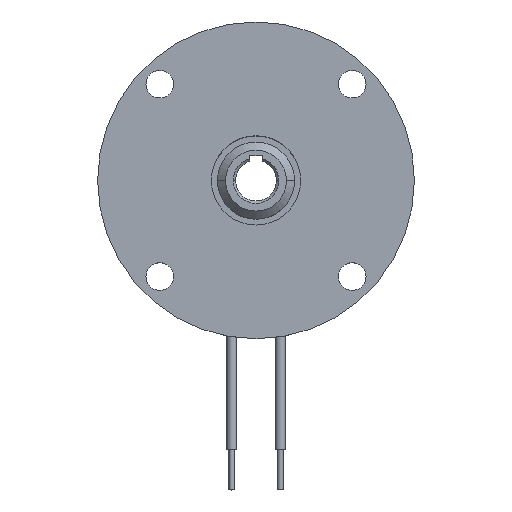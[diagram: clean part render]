
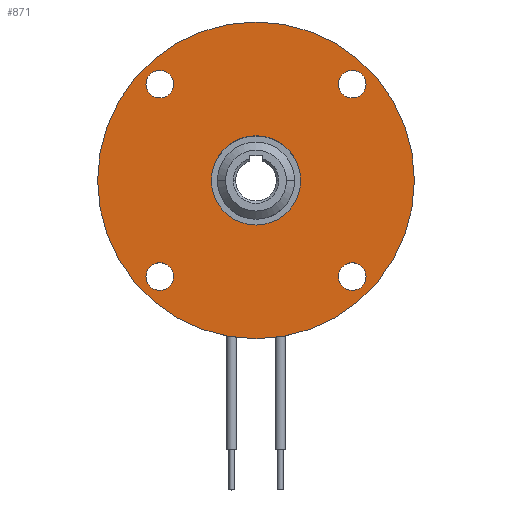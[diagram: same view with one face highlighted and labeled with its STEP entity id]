
A CAD part, top view. The second image highlights one B-rep face of the part: STEP entity #871.
In plain terms, the highlighted planar face has unit normal (0, 0, 1).
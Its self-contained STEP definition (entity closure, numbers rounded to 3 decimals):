
#79 = CIRCLE ( 'NONE', #5619, 5.5 ) ;
#94 = ORIENTED_EDGE ( 'NONE', *, *, #1018, .T. ) ;
#171 = CARTESIAN_POINT ( 'NONE',  ( -11.844, 11.844, 0. ) ) ;
#187 = EDGE_CURVE ( 'NONE', #923, #598, #4537, .T. ) ;
#230 = VERTEX_POINT ( 'NONE', #2668 ) ;
#329 = CARTESIAN_POINT ( 'NONE',  ( 11.844, -10.144, 0. ) ) ;
#425 = ORIENTED_EDGE ( 'NONE', *, *, #4573, .F. ) ;
#502 = CARTESIAN_POINT ( 'NONE',  ( 0., -5.5, 0. ) ) ;
#521 = CIRCLE ( 'NONE', #5506, 5.5 ) ;
#598 = VERTEX_POINT ( 'NONE', #4119 ) ;
#632 = ORIENTED_EDGE ( 'NONE', *, *, #6287, .F. ) ;
#717 = EDGE_LOOP ( 'NONE', ( #4662, #632 ) ) ;
#763 = CIRCLE ( 'NONE', #4954, 1.7 ) ;
#765 = CARTESIAN_POINT ( 'NONE',  ( 0., 0., 0. ) ) ;
#771 = CARTESIAN_POINT ( 'NONE',  ( -11.844, -11.844, 0. ) ) ;
#814 = AXIS2_PLACEMENT_3D ( 'NONE', #4487, #4553, #1915 ) ;
#817 = DIRECTION ( 'NONE',  ( 0., 0., 1. ) ) ;
#855 = DIRECTION ( 'NONE',  ( 0., 1., 0. ) ) ;
#871 = ADVANCED_FACE ( 'NONE', ( #2975, #2907, #2347, #4527, #6696, #1815 ), #1284, .T. ) ;
#881 = CARTESIAN_POINT ( 'NONE',  ( -5.5, 0., 0. ) ) ;
#923 = VERTEX_POINT ( 'NONE', #3190 ) ;
#951 = DIRECTION ( 'NONE',  ( 0., 0., 1. ) ) ;
#962 = AXIS2_PLACEMENT_3D ( 'NONE', #171, #2326, #3925 ) ;
#1009 = DIRECTION ( 'NONE',  ( 0., 1., 0. ) ) ;
#1018 = EDGE_CURVE ( 'NONE', #2678, #230, #5635, .T. ) ;
#1126 = VERTEX_POINT ( 'NONE', #3928 ) ;
#1166 = ORIENTED_EDGE ( 'NONE', *, *, #5130, .F. ) ;
#1222 = EDGE_LOOP ( 'NONE', ( #3258, #1166 ) ) ;
#1284 = PLANE ( 'NONE',  #1338 ) ;
#1338 = AXIS2_PLACEMENT_3D ( 'NONE', #881, #817, #5813 ) ;
#1398 = DIRECTION ( 'NONE',  ( 0., 0., 1. ) ) ;
#1505 = DIRECTION ( 'NONE',  ( 0., 0., 1. ) ) ;
#1517 = EDGE_CURVE ( 'NONE', #4866, #5597, #521, .T. ) ;
#1529 = EDGE_CURVE ( 'NONE', #5597, #4866, #79, .T. ) ;
#1803 = CIRCLE ( 'NONE', #5760, 1.7 ) ;
#1815 = FACE_BOUND ( 'NONE', #5032, .T. ) ;
#1915 = DIRECTION ( 'NONE',  ( 0., 1., 0. ) ) ;
#1962 = EDGE_LOOP ( 'NONE', ( #94, #4423 ) ) ;
#2041 = DIRECTION ( 'NONE',  ( 0., 0., 1. ) ) ;
#2077 = DIRECTION ( 'NONE',  ( 0., 0., 1. ) ) ;
#2132 = CARTESIAN_POINT ( 'NONE',  ( 11.844, -11.844, 0. ) ) ;
#2326 = DIRECTION ( 'NONE',  ( 0., 0., 1. ) ) ;
#2347 = FACE_BOUND ( 'NONE', #6617, .T. ) ;
#2390 = DIRECTION ( 'NONE',  ( 0., 1., 0. ) ) ;
#2530 = ORIENTED_EDGE ( 'NONE', *, *, #6630, .F. ) ;
#2668 = CARTESIAN_POINT ( 'NONE',  ( 0., -19.5, 0. ) ) ;
#2672 = EDGE_CURVE ( 'NONE', #5157, #5998, #4494, .T. ) ;
#2678 = VERTEX_POINT ( 'NONE', #5932 ) ;
#2679 = DIRECTION ( 'NONE',  ( 0., 1., 0. ) ) ;
#2707 = ORIENTED_EDGE ( 'NONE', *, *, #1517, .F. ) ;
#2907 = FACE_BOUND ( 'NONE', #3289, .T. ) ;
#2931 = EDGE_CURVE ( 'NONE', #6291, #5670, #4056, .T. ) ;
#2960 = DIRECTION ( 'NONE',  ( 0., 1., 0. ) ) ;
#2975 = FACE_BOUND ( 'NONE', #717, .T. ) ;
#3068 = EDGE_CURVE ( 'NONE', #6765, #1126, #763, .T. ) ;
#3190 = CARTESIAN_POINT ( 'NONE',  ( -11.844, -13.544, 0. ) ) ;
#3258 = ORIENTED_EDGE ( 'NONE', *, *, #187, .F. ) ;
#3289 = EDGE_LOOP ( 'NONE', ( #4432, #425 ) ) ;
#3529 = DIRECTION ( 'NONE',  ( 0., 0., 1. ) ) ;
#3624 = CARTESIAN_POINT ( 'NONE',  ( -11.844, 11.844, 0. ) ) ;
#3702 = DIRECTION ( 'NONE',  ( 0., 1., 0. ) ) ;
#3771 = CARTESIAN_POINT ( 'NONE',  ( 11.844, 11.844, 0. ) ) ;
#3913 = CIRCLE ( 'NONE', #814, 1.7 ) ;
#3925 = DIRECTION ( 'NONE',  ( 0., 1., 0. ) ) ;
#3928 = CARTESIAN_POINT ( 'NONE',  ( 11.844, 13.544, 0. ) ) ;
#4049 = AXIS2_PLACEMENT_3D ( 'NONE', #771, #3529, #2960 ) ;
#4056 = CIRCLE ( 'NONE', #962, 1.7 ) ;
#4119 = CARTESIAN_POINT ( 'NONE',  ( -11.844, -10.144, 0. ) ) ;
#4155 = CIRCLE ( 'NONE', #4049, 1.7 ) ;
#4260 = CARTESIAN_POINT ( 'NONE',  ( 0., 0., 0. ) ) ;
#4423 = ORIENTED_EDGE ( 'NONE', *, *, #5331, .T. ) ;
#4424 = CARTESIAN_POINT ( 'NONE',  ( 11.844, 10.144, 0. ) ) ;
#4432 = ORIENTED_EDGE ( 'NONE', *, *, #3068, .F. ) ;
#4487 = CARTESIAN_POINT ( 'NONE',  ( 11.844, -11.844, 0. ) ) ;
#4494 = CIRCLE ( 'NONE', #5497, 1.7 ) ;
#4524 = AXIS2_PLACEMENT_3D ( 'NONE', #4813, #2041, #6963 ) ;
#4527 = FACE_BOUND ( 'NONE', #1222, .T. ) ;
#4537 = CIRCLE ( 'NONE', #4752, 1.7 ) ;
#4553 = DIRECTION ( 'NONE',  ( 0., 0., 1. ) ) ;
#4573 = EDGE_CURVE ( 'NONE', #1126, #6765, #1803, .T. ) ;
#4633 = ORIENTED_EDGE ( 'NONE', *, *, #2931, .F. ) ;
#4662 = ORIENTED_EDGE ( 'NONE', *, *, #2672, .F. ) ;
#4752 = AXIS2_PLACEMENT_3D ( 'NONE', #5804, #951, #5103 ) ;
#4813 = CARTESIAN_POINT ( 'NONE',  ( 0., 0., 0. ) ) ;
#4866 = VERTEX_POINT ( 'NONE', #5721 ) ;
#4954 = AXIS2_PLACEMENT_3D ( 'NONE', #6781, #1398, #6194 ) ;
#5032 = EDGE_LOOP ( 'NONE', ( #2707, #5613 ) ) ;
#5086 = DIRECTION ( 'NONE',  ( 0., 0., 1. ) ) ;
#5102 = CIRCLE ( 'NONE', #6718, 19.5 ) ;
#5103 = DIRECTION ( 'NONE',  ( 0., 1., 0. ) ) ;
#5127 = AXIS2_PLACEMENT_3D ( 'NONE', #3624, #5777, #855 ) ;
#5130 = EDGE_CURVE ( 'NONE', #598, #923, #4155, .T. ) ;
#5157 = VERTEX_POINT ( 'NONE', #5524 ) ;
#5331 = EDGE_CURVE ( 'NONE', #230, #2678, #5102, .T. ) ;
#5451 = DIRECTION ( 'NONE',  ( 0., 1., 0. ) ) ;
#5497 = AXIS2_PLACEMENT_3D ( 'NONE', #2132, #7022, #2679 ) ;
#5506 = AXIS2_PLACEMENT_3D ( 'NONE', #765, #5086, #2390 ) ;
#5524 = CARTESIAN_POINT ( 'NONE',  ( 11.844, -13.544, 0. ) ) ;
#5597 = VERTEX_POINT ( 'NONE', #502 ) ;
#5613 = ORIENTED_EDGE ( 'NONE', *, *, #1529, .F. ) ;
#5619 = AXIS2_PLACEMENT_3D ( 'NONE', #5897, #1505, #3702 ) ;
#5635 = CIRCLE ( 'NONE', #4524, 19.5 ) ;
#5670 = VERTEX_POINT ( 'NONE', #6947 ) ;
#5721 = CARTESIAN_POINT ( 'NONE',  ( 0., 5.5, 0. ) ) ;
#5760 = AXIS2_PLACEMENT_3D ( 'NONE', #3771, #5896, #1009 ) ;
#5777 = DIRECTION ( 'NONE',  ( 0., 0., 1. ) ) ;
#5798 = CIRCLE ( 'NONE', #5127, 1.7 ) ;
#5804 = CARTESIAN_POINT ( 'NONE',  ( -11.844, -11.844, 0. ) ) ;
#5813 = DIRECTION ( 'NONE',  ( 0., 1., 0. ) ) ;
#5896 = DIRECTION ( 'NONE',  ( 0., 0., 1. ) ) ;
#5897 = CARTESIAN_POINT ( 'NONE',  ( 0., 0., 0. ) ) ;
#5932 = CARTESIAN_POINT ( 'NONE',  ( 0., 19.5, 0. ) ) ;
#5998 = VERTEX_POINT ( 'NONE', #329 ) ;
#6194 = DIRECTION ( 'NONE',  ( 0., 1., 0. ) ) ;
#6287 = EDGE_CURVE ( 'NONE', #5998, #5157, #3913, .T. ) ;
#6291 = VERTEX_POINT ( 'NONE', #6656 ) ;
#6617 = EDGE_LOOP ( 'NONE', ( #2530, #4633 ) ) ;
#6630 = EDGE_CURVE ( 'NONE', #5670, #6291, #5798, .T. ) ;
#6656 = CARTESIAN_POINT ( 'NONE',  ( -11.844, 13.544, 0. ) ) ;
#6696 = FACE_OUTER_BOUND ( 'NONE', #1962, .T. ) ;
#6718 = AXIS2_PLACEMENT_3D ( 'NONE', #4260, #2077, #5451 ) ;
#6765 = VERTEX_POINT ( 'NONE', #4424 ) ;
#6781 = CARTESIAN_POINT ( 'NONE',  ( 11.844, 11.844, 0. ) ) ;
#6947 = CARTESIAN_POINT ( 'NONE',  ( -11.844, 10.144, 0. ) ) ;
#6963 = DIRECTION ( 'NONE',  ( 0., 1., 0. ) ) ;
#7022 = DIRECTION ( 'NONE',  ( 0., 0., 1. ) ) ;
